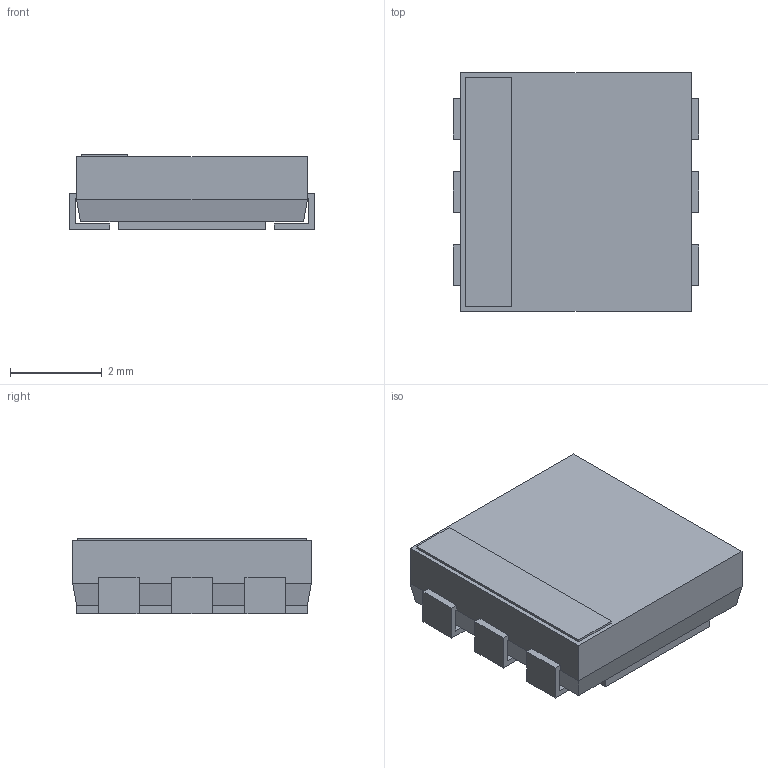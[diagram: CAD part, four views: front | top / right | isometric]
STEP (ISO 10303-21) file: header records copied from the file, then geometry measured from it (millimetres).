
FILE_DESCRIPTION(('STEP AP214'),'1');
FILE_NAME('T3A33BRG-H9C0002X1U1930_HVK','2024-08-05T11:13:07',(''),(''),'','','');
FILE_SCHEMA(('AUTOMOTIVE_DESIGN'));
Length unit declared in the file: millimetre
Products named in the file (1): product
Bounding box: 5.36 x 5.21 x 1.65 mm (x, y, z)
Volume: 41.1 mm3; surface area: 114.3 mm2
Topology: 8 solids, 8 shells, 82 faces, 190 edges, 124 vertices
Faces by surface type: plane 82
Entity records: 2316 total; most frequent: ORIENTED_EDGE 380, DIRECTION 356, CARTESIAN_POINT 207, EDGE_CURVE 190, LINE 190, VECTOR 190, VERTEX_POINT 124, AXIS2_PLACEMENT_3D 83
